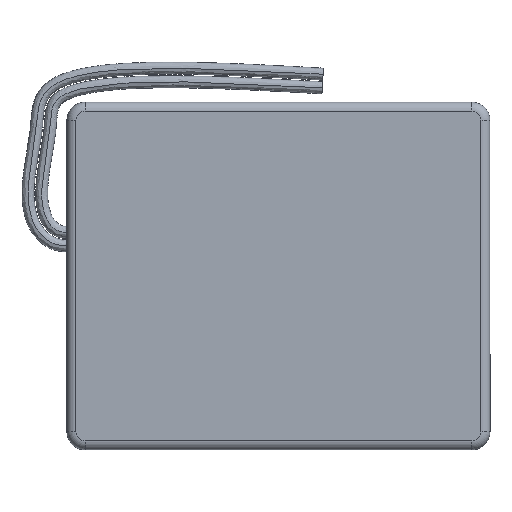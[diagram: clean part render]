
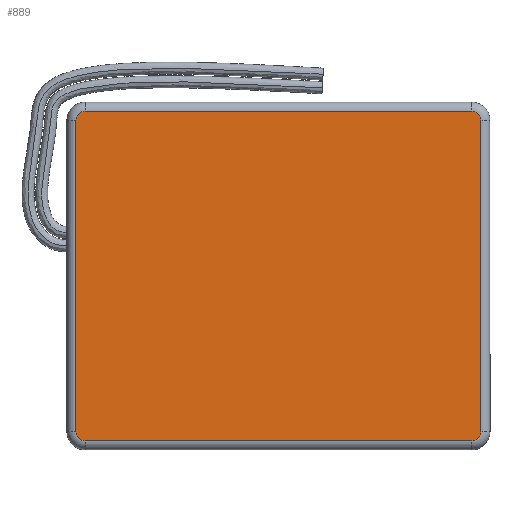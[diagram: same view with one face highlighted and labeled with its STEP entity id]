
A CAD part, top view. The second image highlights one B-rep face of the part: STEP entity #889.
In plain terms, the highlighted planar face has unit normal (0, 0, 1).
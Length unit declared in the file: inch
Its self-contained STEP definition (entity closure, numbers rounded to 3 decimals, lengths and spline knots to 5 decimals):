
#9 = CARTESIAN_POINT ( 'NONE',  ( -0.64, 0.515, 0.095 ) ) ;
#25 = EDGE_CURVE ( 'NONE', #991, #796, #1148, .T. ) ;
#29 = VERTEX_POINT ( 'NONE', #1480 ) ;
#53 = ORIENTED_EDGE ( 'NONE', *, *, #392, .T. ) ;
#59 = DIRECTION ( 'NONE',  ( 0., 0., -1. ) ) ;
#89 = EDGE_CURVE ( 'NONE', #677, #793, #463, .T. ) ;
#129 = LINE ( 'NONE', #1450, #1710 ) ;
#131 = EDGE_CURVE ( 'NONE', #1453, #796, #129, .T. ) ;
#140 = CIRCLE ( 'NONE', #1443, 0.03 ) ;
#146 = VECTOR ( 'NONE', #1775, 39.37008 ) ;
#153 = DIRECTION ( 'NONE',  ( 1., 0., 0. ) ) ;
#157 = CARTESIAN_POINT ( 'NONE',  ( 0.64, 0.545, 0.095 ) ) ;
#176 = EDGE_CURVE ( 'NONE', #991, #793, #1257, .T. ) ;
#309 = DIRECTION ( 'NONE',  ( 0., 0., -1. ) ) ;
#331 = VERTEX_POINT ( 'NONE', #157 ) ;
#333 = DIRECTION ( 'NONE',  ( 1., 0., 0. ) ) ;
#338 = DIRECTION ( 'NONE',  ( 1., 0., 0. ) ) ;
#347 = ORIENTED_EDGE ( 'NONE', *, *, #89, .F. ) ;
#358 = VECTOR ( 'NONE', #333, 39.37008 ) ;
#392 = EDGE_CURVE ( 'NONE', #677, #1089, #1764, .T. ) ;
#407 = AXIS2_PLACEMENT_3D ( 'NONE', #752, #758, #1736 ) ;
#463 = CIRCLE ( 'NONE', #1332, 0.03 ) ;
#467 = DIRECTION ( 'NONE',  ( 0., -1., 0. ) ) ;
#478 = CARTESIAN_POINT ( 'NONE',  ( 0.64, -0.545, 0.095 ) ) ;
#480 = CARTESIAN_POINT ( 'NONE',  ( 0.64, -0.515, 0.095 ) ) ;
#520 = FACE_OUTER_BOUND ( 'NONE', #772, .T. ) ;
#527 = LINE ( 'NONE', #803, #146 ) ;
#530 = AXIS2_PLACEMENT_3D ( 'NONE', #9, #1002, #153 ) ;
#545 = VECTOR ( 'NONE', #1369, 39.37008 ) ;
#547 = CIRCLE ( 'NONE', #530, 0.03 ) ;
#591 = CARTESIAN_POINT ( 'NONE',  ( -0.67, -0.515, 0.095 ) ) ;
#603 = CARTESIAN_POINT ( 'NONE',  ( 0., -0.545, 0.095 ) ) ;
#616 = ORIENTED_EDGE ( 'NONE', *, *, #25, .F. ) ;
#624 = CARTESIAN_POINT ( 'NONE',  ( -0.67, 0.515, 0.095 ) ) ;
#677 = VERTEX_POINT ( 'NONE', #761 ) ;
#752 = CARTESIAN_POINT ( 'NONE',  ( 0., 0., 0.095 ) ) ;
#758 = DIRECTION ( 'NONE',  ( 0., 0., 1. ) ) ;
#761 = CARTESIAN_POINT ( 'NONE',  ( 0.67, -0.515, 0.095 ) ) ;
#762 = EDGE_CURVE ( 'NONE', #331, #1089, #140, .T. ) ;
#772 = EDGE_LOOP ( 'NONE', ( #616, #1819, #347, #53, #943, #1311, #1504, #1188 ) ) ;
#793 = VERTEX_POINT ( 'NONE', #478 ) ;
#796 = VERTEX_POINT ( 'NONE', #591 ) ;
#803 = CARTESIAN_POINT ( 'NONE',  ( 0., 0.545, 0.095 ) ) ;
#859 = CARTESIAN_POINT ( 'NONE',  ( 0.67, 0.515, 0.095 ) ) ;
#889 = ADVANCED_FACE ( 'NONE', ( #520 ), #1318, .T. ) ;
#909 = DIRECTION ( 'NONE',  ( 1., 0., 0. ) ) ;
#943 = ORIENTED_EDGE ( 'NONE', *, *, #762, .F. ) ;
#991 = VERTEX_POINT ( 'NONE', #1106 ) ;
#1002 = DIRECTION ( 'NONE',  ( 0., 0., -1. ) ) ;
#1057 = CARTESIAN_POINT ( 'NONE',  ( -0.64, -0.515, 0.095 ) ) ;
#1070 = EDGE_CURVE ( 'NONE', #1453, #29, #547, .T. ) ;
#1089 = VERTEX_POINT ( 'NONE', #859 ) ;
#1106 = CARTESIAN_POINT ( 'NONE',  ( -0.64, -0.545, 0.095 ) ) ;
#1148 = CIRCLE ( 'NONE', #1417, 0.03 ) ;
#1154 = CARTESIAN_POINT ( 'NONE',  ( 0.64, 0.515, 0.095 ) ) ;
#1188 = ORIENTED_EDGE ( 'NONE', *, *, #131, .T. ) ;
#1257 = LINE ( 'NONE', #603, #358 ) ;
#1295 = DIRECTION ( 'NONE',  ( 1., 0., 0. ) ) ;
#1311 = ORIENTED_EDGE ( 'NONE', *, *, #1719, .T. ) ;
#1318 = PLANE ( 'NONE',  #407 ) ;
#1326 = DIRECTION ( 'NONE',  ( 0., 0., -1. ) ) ;
#1332 = AXIS2_PLACEMENT_3D ( 'NONE', #480, #1326, #338 ) ;
#1369 = DIRECTION ( 'NONE',  ( 0., 1., 0. ) ) ;
#1415 = CARTESIAN_POINT ( 'NONE',  ( 0.67, 0., 0.095 ) ) ;
#1417 = AXIS2_PLACEMENT_3D ( 'NONE', #1057, #59, #909 ) ;
#1443 = AXIS2_PLACEMENT_3D ( 'NONE', #1154, #309, #1295 ) ;
#1450 = CARTESIAN_POINT ( 'NONE',  ( -0.67, 0., 0.095 ) ) ;
#1453 = VERTEX_POINT ( 'NONE', #624 ) ;
#1480 = CARTESIAN_POINT ( 'NONE',  ( -0.64, 0.545, 0.095 ) ) ;
#1504 = ORIENTED_EDGE ( 'NONE', *, *, #1070, .F. ) ;
#1710 = VECTOR ( 'NONE', #467, 39.37008 ) ;
#1719 = EDGE_CURVE ( 'NONE', #331, #29, #527, .T. ) ;
#1736 = DIRECTION ( 'NONE',  ( 1., 0., 0. ) ) ;
#1764 = LINE ( 'NONE', #1415, #545 ) ;
#1775 = DIRECTION ( 'NONE',  ( -1., 0., 0. ) ) ;
#1819 = ORIENTED_EDGE ( 'NONE', *, *, #176, .T. ) ;
